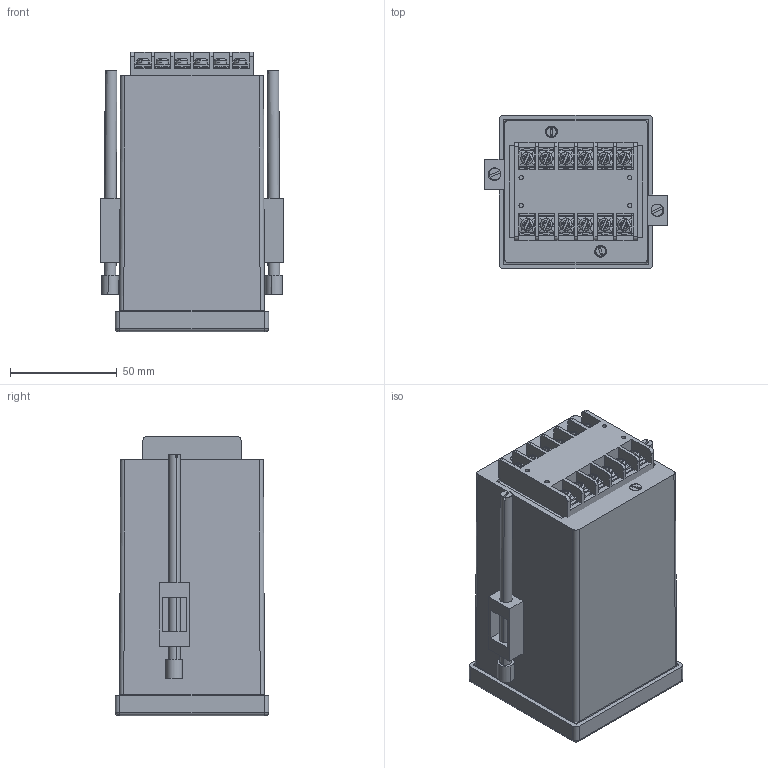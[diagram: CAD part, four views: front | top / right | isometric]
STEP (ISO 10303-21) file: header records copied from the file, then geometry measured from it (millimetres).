
FILE_DESCRIPTION (( 'STEP AP214' ), '1' );
FILE_NAME ('IC-072-06.STEP', '2022-01-17T14:17:44', ( '' ), ( '' ), 'SwSTEP 2.0', 'SolidWorks 2017', '' );
FILE_SCHEMA (( 'AUTOMOTIVE_DESIGN' ));
Length unit declared in the file: millimetre
Products named in the file (95): C-Type Terminal Nut; D-Type Terminal-Sheet metal; Screw; Front Plate FP-72-01; Screw-smallest; Washer; Screw-Countershank-Small; Clamp-Metal-110; IC-072-Case; Clamp-Plastic-2; Back Plate BP-72-02.with D Type Terminal; D Type Terminal TC-D; Screw-Countershank; Back Plate BP-72-01; Red Transparent Sheet RTS-72-01; Clamp-Plastic-1; BrassInsert; IC-072-Horizontal PCB; IC-072-06; Clamp-110; Screw+Washer
Assembly tree (43 placements, depth 5):
  C-Type Terminal Nut
  C-Type Terminal Nut
  C-Type Terminal Nut
  D-Type Terminal-Sheet metal
  Screw
Bounding box: 85.79 x 72 x 131 mm (x, y, z)
Volume: 103876.7 mm3; surface area: 146178.1 mm2
Topology: 74 solids, 74 shells, 2563 faces, 6634 edges, 4178 vertices
Faces by surface type: plane 1585, cylinder 772, cone 90, bspline 44, torus 36, sphere 36
Entity records: 30583 total; most frequent: CARTESIAN_POINT 5821, ORIENTED_EDGE 4900, DIRECTION 4629, EDGE_CURVE 2450, LINE 1927, VECTOR 1927, VERTEX_POINT 1589, AXIS2_PLACEMENT_3D 1351
